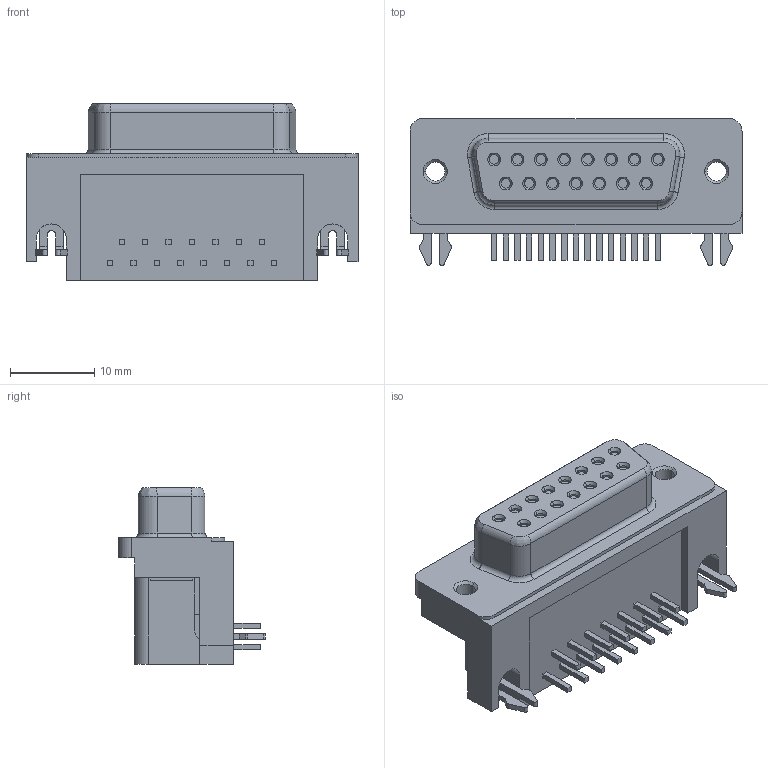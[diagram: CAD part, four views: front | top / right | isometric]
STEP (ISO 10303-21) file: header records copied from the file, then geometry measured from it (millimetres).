
FILE_DESCRIPTION((''),'2;1');
FILE_NAME('C-1-1634585-2','2014-03-12T',('workeradm'),('Tyco Electronics Ltd.'),'PRO/ENGINEER BY PARAMETRIC TECHNOLOGY CORPORATION, 2013050','PRO/ENGINEER BY PARAMETRIC TECHNOLOGY CORPORATION, 2013050','');
FILE_SCHEMA(('AUTOMOTIVE_DESIGN { 1 0 10303 214 1 1 1 1 }'));
Length unit declared in the file: millimetre
Products named in the file (1): C-1-1634585-2
Bounding box: 39.3 x 17.37 x 20.88 mm (x, y, z)
Volume: 6603.4 mm3; surface area: 3288.7 mm2
Topology: 1 solids, 1 shells, 287 faces, 698 edges, 446 vertices
Faces by surface type: plane 169, cylinder 72, cone 38, bspline 4, torus 4
Entity records: 8570 total; most frequent: CARTESIAN_POINT 1493, DIRECTION 1458, ORIENTED_EDGE 1396, EDGE_CURVE 698, VECTOR 504, LINE 504, AXIS2_PLACEMENT_3D 477, VERTEX_POINT 446
